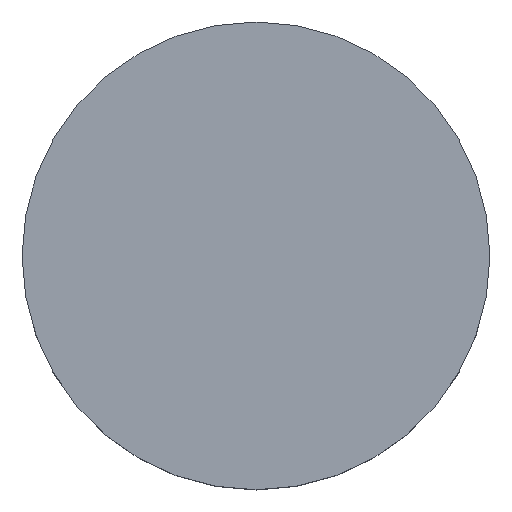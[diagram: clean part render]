
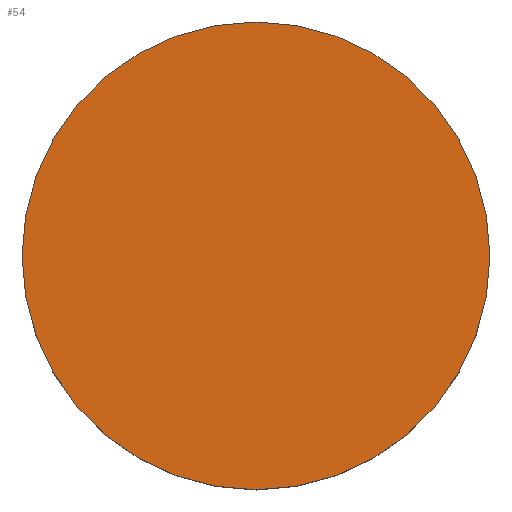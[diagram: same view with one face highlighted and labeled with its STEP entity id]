
A CAD part, top view. The second image highlights one B-rep face of the part: STEP entity #54.
In plain terms, the highlighted planar face has unit normal (0, 0, 1).
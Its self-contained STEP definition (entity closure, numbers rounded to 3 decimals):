
#2 = EDGE_CURVE ( 'NONE', #79, #127, #229, .T. ) ;
#20 = CARTESIAN_POINT ( 'NONE',  ( 0., 13.158, 2.7 ) ) ;
#37 = EDGE_CURVE ( 'NONE', #127, #79, #183, .T. ) ;
#40 = FACE_OUTER_BOUND ( 'NONE', #194, .T. ) ;
#46 = ORIENTED_EDGE ( 'NONE', *, *, #2, .F. ) ;
#47 = CARTESIAN_POINT ( 'NONE',  ( 0., 0., 2.7 ) ) ;
#50 = CARTESIAN_POINT ( 'NONE',  ( -6.35, 0., 2.7 ) ) ;
#54 = ADVANCED_FACE ( 'NONE', ( #40 ), #222, .T. ) ;
#58 = ORIENTED_EDGE ( 'NONE', *, *, #37, .F. ) ;
#68 = DIRECTION ( 'NONE',  ( 0., 0., -1. ) ) ;
#69 = CARTESIAN_POINT ( 'NONE',  ( 6.35, 0., 2.7 ) ) ;
#79 = VERTEX_POINT ( 'NONE', #50 ) ;
#114 = DIRECTION ( 'NONE',  ( 0., 0., 1. ) ) ;
#127 = VERTEX_POINT ( 'NONE', #69 ) ;
#135 = DIRECTION ( 'NONE',  ( 1., 0., 0. ) ) ;
#143 = AXIS2_PLACEMENT_3D ( 'NONE', #168, #68, #189 ) ;
#149 = DIRECTION ( 'NONE',  ( 1., 0., 0. ) ) ;
#168 = CARTESIAN_POINT ( 'NONE',  ( 0., 0., 2.7 ) ) ;
#183 = CIRCLE ( 'NONE', #218, 6.35 ) ;
#187 = DIRECTION ( 'NONE',  ( 0., 0., -1. ) ) ;
#189 = DIRECTION ( 'NONE',  ( 1., 0., 0. ) ) ;
#194 = EDGE_LOOP ( 'NONE', ( #58, #46 ) ) ;
#198 = AXIS2_PLACEMENT_3D ( 'NONE', #20, #114, #149 ) ;
#218 = AXIS2_PLACEMENT_3D ( 'NONE', #47, #187, #135 ) ;
#222 = PLANE ( 'NONE',  #198 ) ;
#229 = CIRCLE ( 'NONE', #143, 6.35 ) ;
